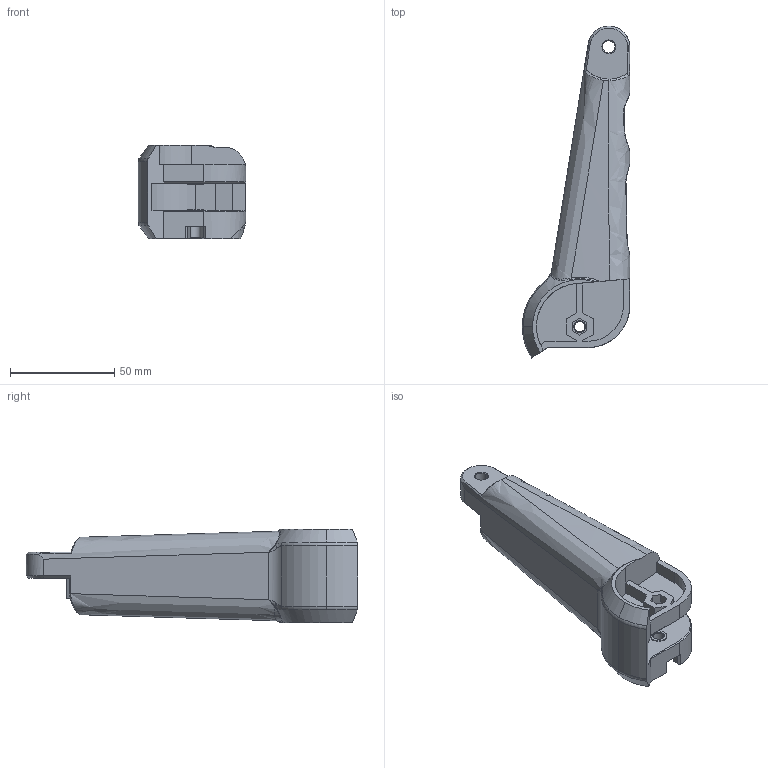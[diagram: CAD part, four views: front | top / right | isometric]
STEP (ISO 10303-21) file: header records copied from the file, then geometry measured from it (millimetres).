
FILE_DESCRIPTION (( 'STEP AP203' ), '1' );
FILE_NAME ('BC蟀裝.ST', '2023-10-12T21:26:05', ( '' ), ( '' ), 'SwSTEP 2.0', 'SolidWorks 2021', '' );
FILE_SCHEMA (( 'CONFIG_CONTROL_DESIGN' ));
Length unit declared in the file: millimetre
Products named in the file (1): BC����ed
Bounding box: 51.5 x 159.27 x 45 mm (x, y, z)
Volume: 76368.2 mm3; surface area: 35288.2 mm2
Topology: 1 solids, 1 shells, 219 faces, 569 edges, 352 vertices
Faces by surface type: plane 87, cylinder 54, bspline 36, cone 29, torus 13
Entity records: 9451 total; most frequent: CARTESIAN_POINT 4263, ORIENTED_EDGE 1132, DIRECTION 994, EDGE_CURVE 566, AXIS2_PLACEMENT_3D 359, VERTEX_POINT 352, VECTOR 276, LINE 276
